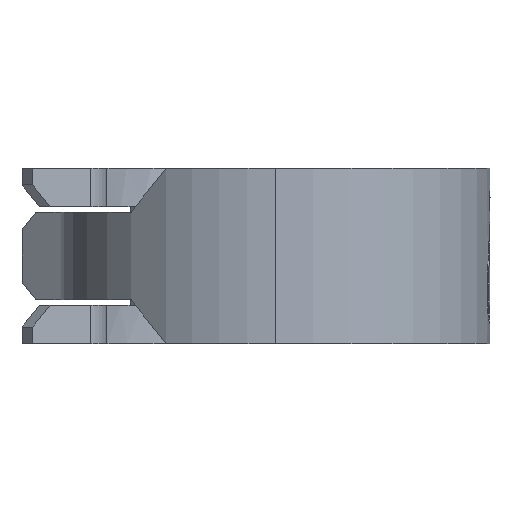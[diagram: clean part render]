
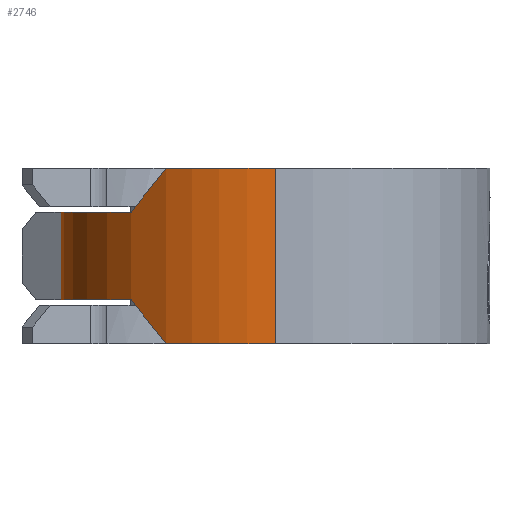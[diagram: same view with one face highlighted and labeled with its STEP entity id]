
A CAD part, left-side view. The second image highlights one B-rep face of the part: STEP entity #2746.
In plain terms, the highlighted cylindrical face has radius 9.8 mm (diameter 19.6 mm), a partial arc.
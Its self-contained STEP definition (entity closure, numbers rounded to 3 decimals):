
#29 = CYLINDRICAL_SURFACE ( 'NONE', #2016, 9.8 ) ;
#167 = CARTESIAN_POINT ( 'NONE',  ( -8.081, 5.585, 3.342 ) ) ;
#350 = ORIENTED_EDGE ( 'NONE', *, *, #2534, .F. ) ;
#901 = CARTESIAN_POINT ( 'NONE',  ( -8.424, 5.007, -4. ) ) ;
#907 = CARTESIAN_POINT ( 'NONE',  ( -9.8, 0., 4. ) ) ;
#919 = EDGE_CURVE ( 'NONE', #3894, #2098, #1260, .T. ) ;
#1012 = CARTESIAN_POINT ( 'NONE',  ( -8.081, 5.585, -3.342 ) ) ;
#1048 = AXIS2_PLACEMENT_3D ( 'NONE', #5334, #1466, #4910 ) ;
#1064 = VERTEX_POINT ( 'NONE', #2072 ) ;
#1138 = VECTOR ( 'NONE', #1268, 1000. ) ;
#1260 = CIRCLE ( 'NONE', #1903, 9.8 ) ;
#1268 = DIRECTION ( 'NONE',  ( 0., 0., -1. ) ) ;
#1290 = CARTESIAN_POINT ( 'NONE',  ( 0., 0., -4. ) ) ;
#1341 = ORIENTED_EDGE ( 'NONE', *, *, #1642, .T. ) ;
#1400 = CARTESIAN_POINT ( 'NONE',  ( -7.225, 6.621, -2. ) ) ;
#1448 = ORIENTED_EDGE ( 'NONE', *, *, #5475, .T. ) ;
#1457 = CARTESIAN_POINT ( 'NONE',  ( -9.8, 0., -4. ) ) ;
#1466 = DIRECTION ( 'NONE',  ( 0., 0., 1. ) ) ;
#1490 = CARTESIAN_POINT ( 'NONE',  ( -7.225, 6.621, 2. ) ) ;
#1615 = ORIENTED_EDGE ( 'NONE', *, *, #4581, .T. ) ;
#1642 = EDGE_CURVE ( 'NONE', #3894, #4560, #4503, .T. ) ;
#1737 = CARTESIAN_POINT ( 'NONE',  ( 0., 0., 4. ) ) ;
#1903 = AXIS2_PLACEMENT_3D ( 'NONE', #3619, #3957, #4384 ) ;
#1919 = CARTESIAN_POINT ( 'NONE',  ( -7.225, 6.621, -2. ) ) ;
#1937 = CARTESIAN_POINT ( 'NONE',  ( -8.424, 5.007, 4. ) ) ;
#2016 = AXIS2_PLACEMENT_3D ( 'NONE', #1737, #5501, #5190 ) ;
#2072 = CARTESIAN_POINT ( 'NONE',  ( 4.587, 8.66, -2. ) ) ;
#2098 = VERTEX_POINT ( 'NONE', #907 ) ;
#2195 = EDGE_LOOP ( 'NONE', ( #2929, #3670, #1341, #3471, #1615, #350, #1448, #3385 ) ) ;
#2275 = DIRECTION ( 'NONE',  ( 0., 0., -1. ) ) ;
#2534 = EDGE_CURVE ( 'NONE', #3495, #1064, #5049, .T. ) ;
#2571 = CIRCLE ( 'NONE', #1048, 9.8 ) ;
#2689 =( BOUNDED_CURVE ( )  B_SPLINE_CURVE ( 3, ( #1919, #3574, #1012, #3543 ),
 .UNSPECIFIED., .F., .F. ) 
 B_SPLINE_CURVE_WITH_KNOTS ( ( 4, 4 ),
 ( 4.712, 4.918 ),
 .UNSPECIFIED. ) 
 CURVE ( )  GEOMETRIC_REPRESENTATION_ITEM ( )  RATIONAL_B_SPLINE_CURVE ( ( 1., 0.996, 0.996, 1. ) ) 
 REPRESENTATION_ITEM ( '' )  );
#2692 = LINE ( 'NONE', #5275, #5108 ) ;
#2746 = ADVANCED_FACE ( 'NONE', ( #4221 ), #29, .T. ) ;
#2749 = CARTESIAN_POINT ( 'NONE',  ( -7.68, 6.125, 2.673 ) ) ;
#2785 = AXIS2_PLACEMENT_3D ( 'NONE', #5004, #3243, #4945 ) ;
#2929 = ORIENTED_EDGE ( 'NONE', *, *, #5372, .F. ) ;
#3010 = DIRECTION ( 'NONE',  ( 1., 0., 0. ) ) ;
#3037 = CARTESIAN_POINT ( 'NONE',  ( -9.8, 0., 4. ) ) ;
#3074 = VERTEX_POINT ( 'NONE', #901 ) ;
#3221 = CARTESIAN_POINT ( 'NONE',  ( -8.424, 5.007, 4. ) ) ;
#3243 = DIRECTION ( 'NONE',  ( 0., 0., -1. ) ) ;
#3293 = VERTEX_POINT ( 'NONE', #1457 ) ;
#3385 = ORIENTED_EDGE ( 'NONE', *, *, #4481, .T. ) ;
#3471 = ORIENTED_EDGE ( 'NONE', *, *, #4615, .F. ) ;
#3495 = VERTEX_POINT ( 'NONE', #1400 ) ;
#3543 = CARTESIAN_POINT ( 'NONE',  ( -8.424, 5.007, -4. ) ) ;
#3559 = VERTEX_POINT ( 'NONE', #4937 ) ;
#3574 = CARTESIAN_POINT ( 'NONE',  ( -7.68, 6.125, -2.673 ) ) ;
#3619 = CARTESIAN_POINT ( 'NONE',  ( 0., 0., 4. ) ) ;
#3670 = ORIENTED_EDGE ( 'NONE', *, *, #919, .F. ) ;
#3842 = CIRCLE ( 'NONE', #4939, 9.8 ) ;
#3894 = VERTEX_POINT ( 'NONE', #3221 ) ;
#3957 = DIRECTION ( 'NONE',  ( 0., 0., 1. ) ) ;
#3994 = CARTESIAN_POINT ( 'NONE',  ( -7.225, 6.621, 2. ) ) ;
#4221 = FACE_OUTER_BOUND ( 'NONE', #2195, .T. ) ;
#4384 = DIRECTION ( 'NONE',  ( 1., 0., 0. ) ) ;
#4481 = EDGE_CURVE ( 'NONE', #3074, #3293, #3842, .T. ) ;
#4503 =( BOUNDED_CURVE ( )  B_SPLINE_CURVE ( 3, ( #1937, #167, #2749, #1490 ),
 .UNSPECIFIED., .F., .F. ) 
 B_SPLINE_CURVE_WITH_KNOTS ( ( 4, 4 ),
 ( 4.507, 4.712 ),
 .UNSPECIFIED. ) 
 CURVE ( )  GEOMETRIC_REPRESENTATION_ITEM ( )  RATIONAL_B_SPLINE_CURVE ( ( 1., 0.996, 0.996, 1. ) ) 
 REPRESENTATION_ITEM ( '' )  );
#4560 = VERTEX_POINT ( 'NONE', #3994 ) ;
#4581 = EDGE_CURVE ( 'NONE', #3559, #1064, #2692, .T. ) ;
#4615 = EDGE_CURVE ( 'NONE', #3559, #4560, #2571, .T. ) ;
#4711 = LINE ( 'NONE', #3037, #1138 ) ;
#4910 = DIRECTION ( 'NONE',  ( 1., 0., 0. ) ) ;
#4937 = CARTESIAN_POINT ( 'NONE',  ( 4.587, 8.66, 2. ) ) ;
#4939 = AXIS2_PLACEMENT_3D ( 'NONE', #1290, #5082, #3010 ) ;
#4945 = DIRECTION ( 'NONE',  ( -1., 0., 0. ) ) ;
#5004 = CARTESIAN_POINT ( 'NONE',  ( 0., 0., -2. ) ) ;
#5049 = CIRCLE ( 'NONE', #2785, 9.8 ) ;
#5082 = DIRECTION ( 'NONE',  ( 0., 0., 1. ) ) ;
#5108 = VECTOR ( 'NONE', #2275, 1000. ) ;
#5190 = DIRECTION ( 'NONE',  ( -1., 0., 0. ) ) ;
#5275 = CARTESIAN_POINT ( 'NONE',  ( 4.587, 8.66, 4. ) ) ;
#5334 = CARTESIAN_POINT ( 'NONE',  ( 0., 0., 2. ) ) ;
#5372 = EDGE_CURVE ( 'NONE', #2098, #3293, #4711, .T. ) ;
#5475 = EDGE_CURVE ( 'NONE', #3495, #3074, #2689, .T. ) ;
#5501 = DIRECTION ( 'NONE',  ( 0., 0., -1. ) ) ;
